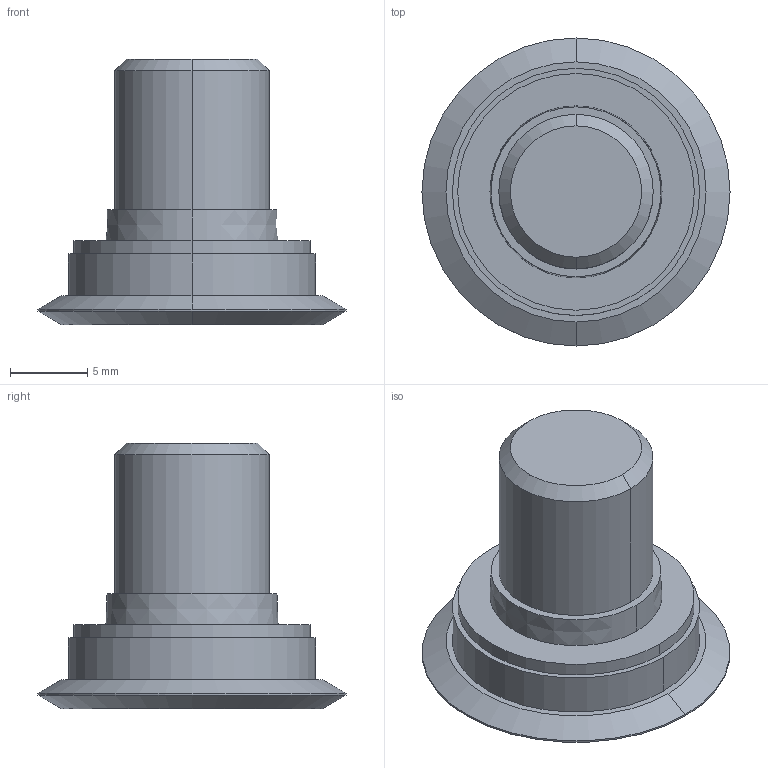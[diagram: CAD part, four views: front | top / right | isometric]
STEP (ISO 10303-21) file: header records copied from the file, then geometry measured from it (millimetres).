
FILE_DESCRIPTION((''),'2;1');
FILE_NAME('18Y19910TRRP600','2022-04-11T',('ruebsamenm'),(''),'CREO PARAMETRIC BY PTC INC, 2017480','CREO PARAMETRIC BY PTC INC, 2017480','');
FILE_SCHEMA(('AUTOMOTIVE_DESIGN { 1 0 10303 214 1 1 1 1 }'));
Length unit declared in the file: millimetre
Products named in the file (3): CUT; NOCUT; 18Y19910TRRP600
Assembly tree (2 placements, depth 2):
  18Y19910TRRP600
    CUT
    NOCUT
Bounding box: 19.94 x 19.94 x 17.2 mm (x, y, z)
Volume: 2159.6 mm3; surface area: 1656 mm2
Topology: 2 solids, 3 shells, 28 faces, 56 edges, 34 vertices
Faces by surface type: cylinder 14, cone 8, plane 6
Entity records: 1301 total; most frequent: DIRECTION 200, CARTESIAN_POINT 154, ORIENTED_EDGE 108, AXIS2_PLACEMENT_3D 87, PRESENTATION_STYLE_ASSIGNMENT 80, STYLED_ITEM 80, CURVE_STYLE 77, EDGE_CURVE 56
